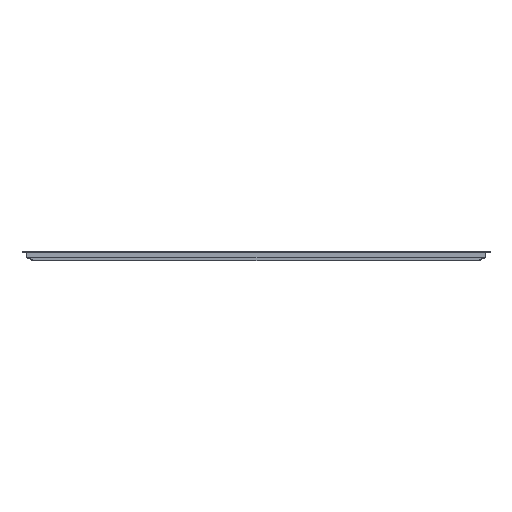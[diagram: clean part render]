
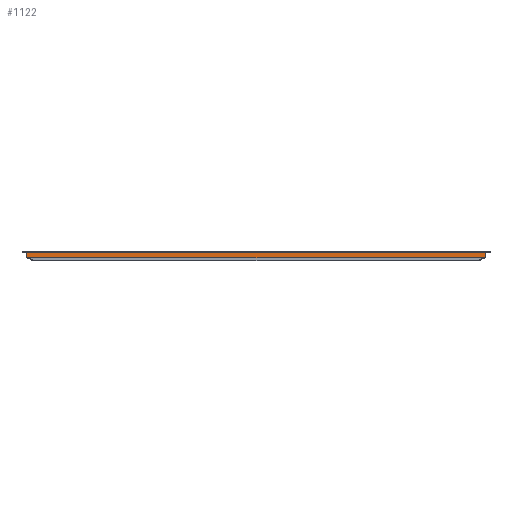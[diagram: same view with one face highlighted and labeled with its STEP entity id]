
A CAD part, top view. The second image highlights one B-rep face of the part: STEP entity #1122.
In plain terms, the highlighted planar face has unit normal (0, 0, 1).
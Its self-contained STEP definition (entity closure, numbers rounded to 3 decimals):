
#37 = DIRECTION ( 'NONE',  ( -1., 0., 0. ) ) ;
#55 = CARTESIAN_POINT ( 'NONE',  ( -528.25, -10., 47.45 ) ) ;
#63 = ORIENTED_EDGE ( 'NONE', *, *, #1426, .F. ) ;
#72 = DIRECTION ( 'NONE',  ( 0., -1., 0. ) ) ;
#372 = DIRECTION ( 'NONE',  ( 0., -1., 0. ) ) ;
#417 = CARTESIAN_POINT ( 'NONE',  ( 528.25, -3., 47.45 ) ) ;
#440 = CARTESIAN_POINT ( 'NONE',  ( 0., -3., 47.45 ) ) ;
#587 = EDGE_CURVE ( 'NONE', #789, #2083, #871, .T. ) ;
#609 = CARTESIAN_POINT ( 'NONE',  ( 528.25, -15., 47.45 ) ) ;
#773 = ORIENTED_EDGE ( 'NONE', *, *, #1194, .T. ) ;
#789 = VERTEX_POINT ( 'NONE', #417 ) ;
#871 = LINE ( 'NONE', #609, #2041 ) ;
#911 = FACE_OUTER_BOUND ( 'NONE', #983, .T. ) ;
#927 = LINE ( 'NONE', #2803, #1741 ) ;
#983 = EDGE_LOOP ( 'NONE', ( #1392, #2565, #63, #1369, #2373, #773 ) ) ;
#1018 = VERTEX_POINT ( 'NONE', #1418 ) ;
#1111 = VERTEX_POINT ( 'NONE', #55 ) ;
#1122 = ADVANCED_FACE ( 'NONE', ( #911 ), #1716, .T. ) ;
#1165 = DIRECTION ( 'NONE',  ( 0., 0., 1. ) ) ;
#1194 = EDGE_CURVE ( 'NONE', #789, #1018, #2037, .T. ) ;
#1230 = EDGE_CURVE ( 'NONE', #1111, #1018, #2581, .T. ) ;
#1347 = CIRCLE ( 'NONE', #2081, 5. ) ;
#1369 = ORIENTED_EDGE ( 'NONE', *, *, #2469, .T. ) ;
#1392 = ORIENTED_EDGE ( 'NONE', *, *, #1230, .F. ) ;
#1415 = CARTESIAN_POINT ( 'NONE',  ( -523.25, -10., 47.45 ) ) ;
#1418 = CARTESIAN_POINT ( 'NONE',  ( -528.25, -3., 47.45 ) ) ;
#1426 = EDGE_CURVE ( 'NONE', #2378, #1860, #927, .T. ) ;
#1460 = DIRECTION ( 'NONE',  ( 0., 0., 1. ) ) ;
#1513 = EDGE_CURVE ( 'NONE', #1111, #1860, #1347, .T. ) ;
#1537 = DIRECTION ( 'NONE',  ( -1., 0., 0. ) ) ;
#1663 = CIRCLE ( 'NONE', #3166, 5. ) ;
#1716 = PLANE ( 'NONE',  #2255 ) ;
#1741 = VECTOR ( 'NONE', #37, 1000. ) ;
#1860 = VERTEX_POINT ( 'NONE', #2463 ) ;
#1916 = CARTESIAN_POINT ( 'NONE',  ( 523.25, -10., 47.45 ) ) ;
#2037 = LINE ( 'NONE', #440, #2142 ) ;
#2041 = VECTOR ( 'NONE', #2711, 1000. ) ;
#2055 = DIRECTION ( 'NONE',  ( 0., 1., 0. ) ) ;
#2081 = AXIS2_PLACEMENT_3D ( 'NONE', #1415, #1165, #72 ) ;
#2083 = VERTEX_POINT ( 'NONE', #2590 ) ;
#2142 = VECTOR ( 'NONE', #1537, 1000. ) ;
#2255 = AXIS2_PLACEMENT_3D ( 'NONE', #2821, #2838, #372 ) ;
#2373 = ORIENTED_EDGE ( 'NONE', *, *, #587, .F. ) ;
#2378 = VERTEX_POINT ( 'NONE', #3285 ) ;
#2463 = CARTESIAN_POINT ( 'NONE',  ( -523.25, -15., 47.45 ) ) ;
#2469 = EDGE_CURVE ( 'NONE', #2378, #2083, #1663, .T. ) ;
#2565 = ORIENTED_EDGE ( 'NONE', *, *, #1513, .T. ) ;
#2581 = LINE ( 'NONE', #2854, #3131 ) ;
#2590 = CARTESIAN_POINT ( 'NONE',  ( 528.25, -10., 47.45 ) ) ;
#2711 = DIRECTION ( 'NONE',  ( 0., -1., 0. ) ) ;
#2803 = CARTESIAN_POINT ( 'NONE',  ( -528.25, -15., 47.45 ) ) ;
#2821 = CARTESIAN_POINT ( 'NONE',  ( 0., 0., 47.45 ) ) ;
#2838 = DIRECTION ( 'NONE',  ( 0., 0., 1. ) ) ;
#2854 = CARTESIAN_POINT ( 'NONE',  ( -528.25, -1.5, 47.45 ) ) ;
#3131 = VECTOR ( 'NONE', #2055, 1000. ) ;
#3165 = DIRECTION ( 'NONE',  ( 0., -1., 0. ) ) ;
#3166 = AXIS2_PLACEMENT_3D ( 'NONE', #1916, #1460, #3165 ) ;
#3285 = CARTESIAN_POINT ( 'NONE',  ( 523.25, -15., 47.45 ) ) ;
